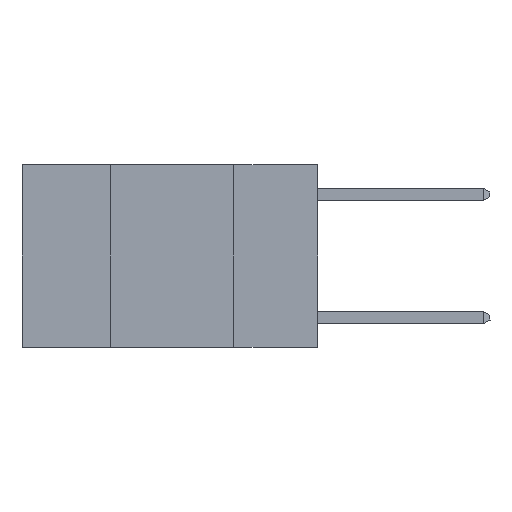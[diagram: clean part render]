
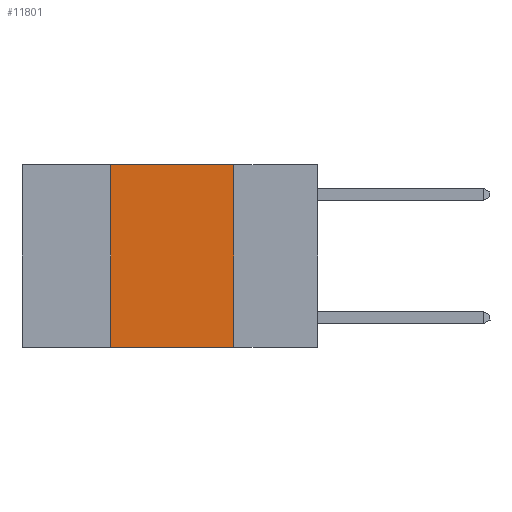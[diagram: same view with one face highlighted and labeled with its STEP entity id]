
A CAD part, left-side view. The second image highlights one B-rep face of the part: STEP entity #11801.
In plain terms, the highlighted planar face has unit normal (-1, 0, 0).
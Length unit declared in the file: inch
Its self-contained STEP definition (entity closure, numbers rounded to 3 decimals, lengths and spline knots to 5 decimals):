
#111 = ORIENTED_EDGE ( 'NONE', *, *, #8838, .F. ) ;
#781 = LINE ( 'NONE', #7394, #5849 ) ;
#1358 = VECTOR ( 'NONE', #4553, 39.37008 ) ;
#1498 = DIRECTION ( 'NONE',  ( 0., 0., -1. ) ) ;
#1508 = VERTEX_POINT ( 'NONE', #12706 ) ;
#1549 = CARTESIAN_POINT ( 'NONE',  ( 0., 0.42, 0. ) ) ;
#1679 = VERTEX_POINT ( 'NONE', #4117 ) ;
#2210 = DIRECTION ( 'NONE',  ( 0., -1., 0. ) ) ;
#3577 = DIRECTION ( 'NONE',  ( 0., 0., 1. ) ) ;
#4046 = LINE ( 'NONE', #10177, #4372 ) ;
#4117 = CARTESIAN_POINT ( 'NONE',  ( 0., 0.17, 0. ) ) ;
#4146 = VECTOR ( 'NONE', #3577, 39.37008 ) ;
#4372 = VECTOR ( 'NONE', #2210, 39.37008 ) ;
#4553 = DIRECTION ( 'NONE',  ( 0., -1., 0. ) ) ;
#4650 = CARTESIAN_POINT ( 'NONE',  ( 0., 0.42, -0.37 ) ) ;
#5271 = VERTEX_POINT ( 'NONE', #4650 ) ;
#5523 = ORIENTED_EDGE ( 'NONE', *, *, #5825, .F. ) ;
#5640 = EDGE_CURVE ( 'NONE', #5271, #1508, #4046, .T. ) ;
#5825 = EDGE_CURVE ( 'NONE', #8997, #1679, #11661, .T. ) ;
#5849 = VECTOR ( 'NONE', #8392, 39.37008 ) ;
#6511 = CARTESIAN_POINT ( 'NONE',  ( 0., 0.6, 0. ) ) ;
#6553 = CARTESIAN_POINT ( 'NONE',  ( 0., 0.6, 0. ) ) ;
#6801 = LINE ( 'NONE', #1549, #4146 ) ;
#7394 = CARTESIAN_POINT ( 'NONE',  ( 0., 0.17, 0. ) ) ;
#7529 = DIRECTION ( 'NONE',  ( 1., 0., 0. ) ) ;
#8179 = ORIENTED_EDGE ( 'NONE', *, *, #8316, .F. ) ;
#8316 = EDGE_CURVE ( 'NONE', #5271, #8997, #6801, .T. ) ;
#8392 = DIRECTION ( 'NONE',  ( 0., 0., -1. ) ) ;
#8838 = EDGE_CURVE ( 'NONE', #1679, #1508, #781, .T. ) ;
#8997 = VERTEX_POINT ( 'NONE', #9591 ) ;
#9152 = EDGE_LOOP ( 'NONE', ( #111, #5523, #8179, #10800 ) ) ;
#9389 = AXIS2_PLACEMENT_3D ( 'NONE', #6511, #7529, #1498 ) ;
#9591 = CARTESIAN_POINT ( 'NONE',  ( 0., 0.42, 0. ) ) ;
#10177 = CARTESIAN_POINT ( 'NONE',  ( 0., 0.6, -0.37 ) ) ;
#10800 = ORIENTED_EDGE ( 'NONE', *, *, #5640, .T. ) ;
#11661 = LINE ( 'NONE', #6553, #1358 ) ;
#11801 = ADVANCED_FACE ( 'NONE', ( #12427 ), #12410, .F. ) ;
#12410 = PLANE ( 'NONE',  #9389 ) ;
#12427 = FACE_OUTER_BOUND ( 'NONE', #9152, .T. ) ;
#12706 = CARTESIAN_POINT ( 'NONE',  ( 0., 0.17, -0.37 ) ) ;
